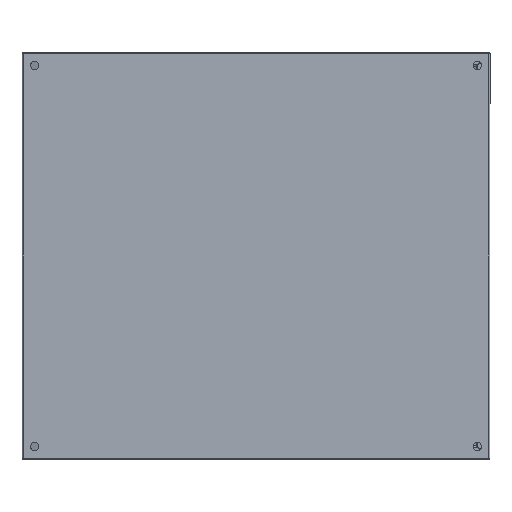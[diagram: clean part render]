
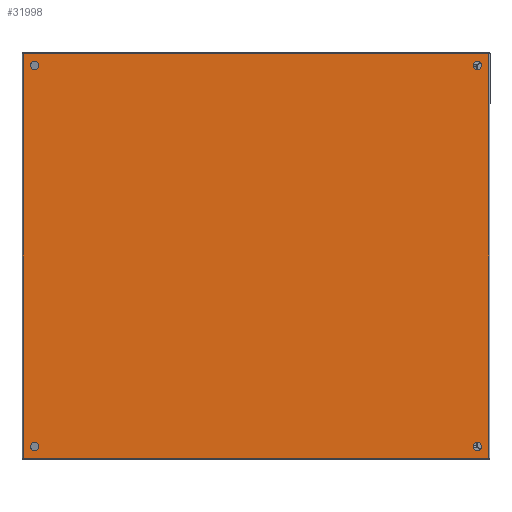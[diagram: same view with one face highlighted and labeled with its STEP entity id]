
A CAD part, left-side view. The second image highlights one B-rep face of the part: STEP entity #31998.
In plain terms, the highlighted face is planar.
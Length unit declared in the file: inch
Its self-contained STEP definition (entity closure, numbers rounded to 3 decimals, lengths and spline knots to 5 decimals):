
#145 = CARTESIAN_POINT ( 'NONE',  ( 11.25, 0., 13.05068 ) ) ;
#205 = DIRECTION ( 'NONE',  ( 0., 0., 1. ) ) ;
#286 = ORIENTED_EDGE ( 'NONE', *, *, #33564, .T. ) ;
#877 = ORIENTED_EDGE ( 'NONE', *, *, #9469, .T. ) ;
#1534 = DIRECTION ( 'NONE',  ( -1., 0., 0. ) ) ;
#2015 = EDGE_CURVE ( 'NONE', #4607, #19572, #36263, .T. ) ;
#2130 = DIRECTION ( 'NONE',  ( 0., 0., -1. ) ) ;
#2197 = ORIENTED_EDGE ( 'NONE', *, *, #20667, .T. ) ;
#2570 = CARTESIAN_POINT ( 'NONE',  ( -11.25, 0., 13.05068 ) ) ;
#2664 = CIRCLE ( 'NONE', #14786, 0.25 ) ;
#2769 = VECTOR ( 'NONE', #22481, 39.37008 ) ;
#2995 = CARTESIAN_POINT ( 'NONE',  ( 11.25, 0., -13.31309 ) ) ;
#3919 = AXIS2_PLACEMENT_3D ( 'NONE', #25180, #25583, #2130 ) ;
#4197 = CARTESIAN_POINT ( 'NONE',  ( 11.943, 0., -13.75609 ) ) ;
#4607 = VERTEX_POINT ( 'NONE', #8759 ) ;
#4837 = ORIENTED_EDGE ( 'NONE', *, *, #26493, .T. ) ;
#5208 = FACE_BOUND ( 'NONE', #17028, .T. ) ;
#5306 = CARTESIAN_POINT ( 'NONE',  ( -11.943, 0., 13.71468 ) ) ;
#5779 = DIRECTION ( 'NONE',  ( -1., 0., 0. ) ) ;
#6287 = VERTEX_POINT ( 'NONE', #33888 ) ;
#6455 = DIRECTION ( 'NONE',  ( 0., -1., 0. ) ) ;
#6711 = DIRECTION ( 'NONE',  ( 0., -1., 0. ) ) ;
#7237 = VERTEX_POINT ( 'NONE', #17277 ) ;
#7406 = CARTESIAN_POINT ( 'NONE',  ( -11.943, 0., 13.75609 ) ) ;
#7411 = ORIENTED_EDGE ( 'NONE', *, *, #33973, .T. ) ;
#8753 = CARTESIAN_POINT ( 'NONE',  ( 11.25, 0., -13.06309 ) ) ;
#8759 = CARTESIAN_POINT ( 'NONE',  ( 11.943, 0., 13.71468 ) ) ;
#8864 = VERTEX_POINT ( 'NONE', #2995 ) ;
#9030 = LINE ( 'NONE', #7406, #31708 ) ;
#9101 = DIRECTION ( 'NONE',  ( 0., -1., 0. ) ) ;
#9469 = EDGE_CURVE ( 'NONE', #36142, #7237, #2664, .T. ) ;
#9997 = CIRCLE ( 'NONE', #12107, 0.25 ) ;
#10474 = AXIS2_PLACEMENT_3D ( 'NONE', #12319, #9101, #20839 ) ;
#10736 = CARTESIAN_POINT ( 'NONE',  ( 11.943, 0., -13.72709 ) ) ;
#11090 = ORIENTED_EDGE ( 'NONE', *, *, #18194, .T. ) ;
#11682 = EDGE_CURVE ( 'NONE', #16176, #32697, #13803, .T. ) ;
#11770 = CIRCLE ( 'NONE', #35810, 0.25 ) ;
#12107 = AXIS2_PLACEMENT_3D ( 'NONE', #8753, #33037, #15061 ) ;
#12319 = CARTESIAN_POINT ( 'NONE',  ( -11.25, 0., 13.05068 ) ) ;
#13147 = CARTESIAN_POINT ( 'NONE',  ( 11.943, 0., 13.71468 ) ) ;
#13466 = DIRECTION ( 'NONE',  ( 0., 0., 1. ) ) ;
#13803 = LINE ( 'NONE', #10736, #2769 ) ;
#13892 = LINE ( 'NONE', #4197, #30997 ) ;
#13910 = VERTEX_POINT ( 'NONE', #14343 ) ;
#14343 = CARTESIAN_POINT ( 'NONE',  ( -11., 0., 13.05068 ) ) ;
#14786 = AXIS2_PLACEMENT_3D ( 'NONE', #145, #15307, #29928 ) ;
#15061 = DIRECTION ( 'NONE',  ( 0., 0., -1. ) ) ;
#15307 = DIRECTION ( 'NONE',  ( 0., -1., 0. ) ) ;
#15344 = FACE_OUTER_BOUND ( 'NONE', #23738, .T. ) ;
#15736 = CARTESIAN_POINT ( 'NONE',  ( -11.25, 0., -13.06309 ) ) ;
#16176 = VERTEX_POINT ( 'NONE', #31690 ) ;
#16270 = VERTEX_POINT ( 'NONE', #37159 ) ;
#17028 = EDGE_LOOP ( 'NONE', ( #28678, #877 ) ) ;
#17056 = AXIS2_PLACEMENT_3D ( 'NONE', #23594, #32166, #5779 ) ;
#17277 = CARTESIAN_POINT ( 'NONE',  ( 11., 0., 13.05068 ) ) ;
#18147 = FACE_BOUND ( 'NONE', #36647, .T. ) ;
#18194 = EDGE_CURVE ( 'NONE', #8864, #28160, #9997, .T. ) ;
#18346 = EDGE_CURVE ( 'NONE', #7237, #36142, #20172, .T. ) ;
#18597 = CIRCLE ( 'NONE', #35904, 0.25 ) ;
#19572 = VERTEX_POINT ( 'NONE', #5306 ) ;
#20172 = CIRCLE ( 'NONE', #17056, 0.25 ) ;
#20285 = DIRECTION ( 'NONE',  ( -1., 0., 0. ) ) ;
#20559 = AXIS2_PLACEMENT_3D ( 'NONE', #32456, #6455, #205 ) ;
#20667 = EDGE_CURVE ( 'NONE', #13910, #30958, #21029, .T. ) ;
#20839 = DIRECTION ( 'NONE',  ( -1., 0., 0. ) ) ;
#20971 = AXIS2_PLACEMENT_3D ( 'NONE', #15736, #6711, #24201 ) ;
#21029 = CIRCLE ( 'NONE', #10474, 0.25 ) ;
#21310 = ORIENTED_EDGE ( 'NONE', *, *, #2015, .F. ) ;
#21733 = DIRECTION ( 'NONE',  ( 0., 0., -1. ) ) ;
#21812 = FACE_BOUND ( 'NONE', #23631, .T. ) ;
#22165 = EDGE_LOOP ( 'NONE', ( #34256, #4837 ) ) ;
#22471 = PLANE ( 'NONE',  #20559 ) ;
#22481 = DIRECTION ( 'NONE',  ( 1., 0., 0. ) ) ;
#23594 = CARTESIAN_POINT ( 'NONE',  ( 11.25, 0., 13.05068 ) ) ;
#23620 = EDGE_CURVE ( 'NONE', #16270, #6287, #37491, .T. ) ;
#23631 = EDGE_LOOP ( 'NONE', ( #11090, #286 ) ) ;
#23738 = EDGE_LOOP ( 'NONE', ( #29250, #7411, #21310, #30870 ) ) ;
#24117 = FACE_BOUND ( 'NONE', #22165, .T. ) ;
#24201 = DIRECTION ( 'NONE',  ( -1., 0., 0. ) ) ;
#25180 = CARTESIAN_POINT ( 'NONE',  ( 11.25, 0., -13.06309 ) ) ;
#25182 = CARTESIAN_POINT ( 'NONE',  ( -11.5, 0., 13.05068 ) ) ;
#25583 = DIRECTION ( 'NONE',  ( 0., -1., 0. ) ) ;
#26493 = EDGE_CURVE ( 'NONE', #6287, #16270, #18597, .T. ) ;
#27242 = EDGE_CURVE ( 'NONE', #4607, #32697, #13892, .T. ) ;
#27365 = CARTESIAN_POINT ( 'NONE',  ( 11.25, 0., -12.81309 ) ) ;
#28160 = VERTEX_POINT ( 'NONE', #27365 ) ;
#28678 = ORIENTED_EDGE ( 'NONE', *, *, #18346, .T. ) ;
#28809 = CARTESIAN_POINT ( 'NONE',  ( 11.5, 0., 13.05068 ) ) ;
#28901 = EDGE_CURVE ( 'NONE', #30958, #13910, #11770, .T. ) ;
#28946 = DIRECTION ( 'NONE',  ( 0., -1., 0. ) ) ;
#29217 = ORIENTED_EDGE ( 'NONE', *, *, #28901, .T. ) ;
#29250 = ORIENTED_EDGE ( 'NONE', *, *, #11682, .F. ) ;
#29928 = DIRECTION ( 'NONE',  ( -1., 0., 0. ) ) ;
#30769 = CIRCLE ( 'NONE', #3919, 0.25 ) ;
#30870 = ORIENTED_EDGE ( 'NONE', *, *, #27242, .T. ) ;
#30958 = VERTEX_POINT ( 'NONE', #25182 ) ;
#30997 = VECTOR ( 'NONE', #21733, 39.37008 ) ;
#31342 = DIRECTION ( 'NONE',  ( 0., -1., 0. ) ) ;
#31690 = CARTESIAN_POINT ( 'NONE',  ( -11.943, 0., -13.72709 ) ) ;
#31708 = VECTOR ( 'NONE', #13466, 39.37008 ) ;
#31998 = ADVANCED_FACE ( 'NONE', ( #18147, #24117, #15344, #21812, #5208 ), #22471, .F. ) ;
#32166 = DIRECTION ( 'NONE',  ( 0., -1., 0. ) ) ;
#32456 = CARTESIAN_POINT ( 'NONE',  ( 11.943, 0., -13.75609 ) ) ;
#32697 = VERTEX_POINT ( 'NONE', #32796 ) ;
#32796 = CARTESIAN_POINT ( 'NONE',  ( 11.943, 0., -13.72709 ) ) ;
#33037 = DIRECTION ( 'NONE',  ( 0., -1., 0. ) ) ;
#33564 = EDGE_CURVE ( 'NONE', #28160, #8864, #30769, .T. ) ;
#33851 = DIRECTION ( 'NONE',  ( -1., 0., 0. ) ) ;
#33888 = CARTESIAN_POINT ( 'NONE',  ( -11., 0., -13.06309 ) ) ;
#33973 = EDGE_CURVE ( 'NONE', #16176, #19572, #9030, .T. ) ;
#34256 = ORIENTED_EDGE ( 'NONE', *, *, #23620, .T. ) ;
#35810 = AXIS2_PLACEMENT_3D ( 'NONE', #2570, #31342, #1534 ) ;
#35904 = AXIS2_PLACEMENT_3D ( 'NONE', #37916, #28946, #20285 ) ;
#36142 = VERTEX_POINT ( 'NONE', #28809 ) ;
#36263 = LINE ( 'NONE', #13147, #36686 ) ;
#36647 = EDGE_LOOP ( 'NONE', ( #29217, #2197 ) ) ;
#36686 = VECTOR ( 'NONE', #33851, 39.37008 ) ;
#37159 = CARTESIAN_POINT ( 'NONE',  ( -11.5, 0., -13.06309 ) ) ;
#37491 = CIRCLE ( 'NONE', #20971, 0.25 ) ;
#37916 = CARTESIAN_POINT ( 'NONE',  ( -11.25, 0., -13.06309 ) ) ;
